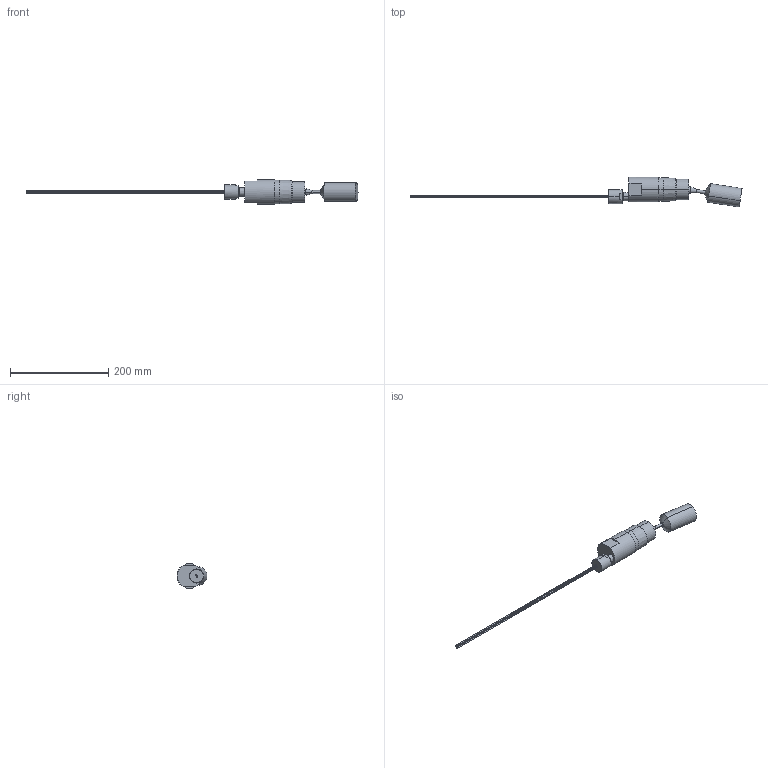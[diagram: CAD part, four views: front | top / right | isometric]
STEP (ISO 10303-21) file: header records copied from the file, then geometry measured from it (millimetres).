
FILE_DESCRIPTION (( 'STEP AP214' ), '1' );
FILE_NAME ('0000001620.STEP', '2024-08-19T13:04:39', ( '' ), ( '' ), 'SwSTEP 2.0', 'SolidWorks 2019', '' );
FILE_SCHEMA (( 'AUTOMOTIVE_DESIGN' ));
Length unit declared in the file: inch
Products named in the file (1): 0000001620
Bounding box: 676.05 x 60.92 x 50.8 mm (x, y, z)
Volume: 323483.4 mm3; surface area: 43567.5 mm2
Topology: 1 solids, 1 shells, 68 faces, 144 edges, 88 vertices
Faces by surface type: cylinder 24, plane 22, cone 20, torus 2
Entity records: 2231 total; most frequent: DIRECTION 348, CARTESIAN_POINT 331, ORIENTED_EDGE 288, AXIS2_PLACEMENT_3D 145, EDGE_CURVE 144, VERTEX_POINT 88, EDGE_LOOP 78, CIRCLE 76
